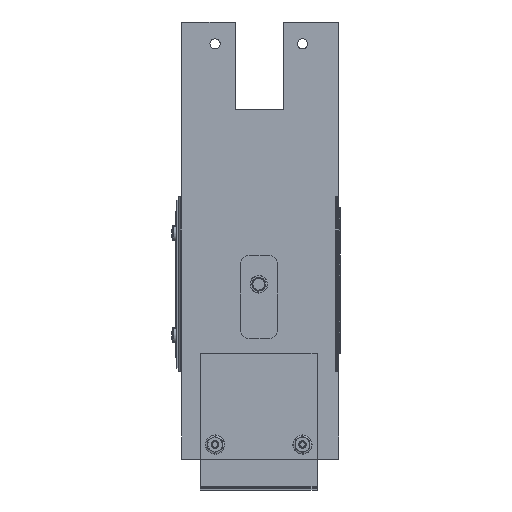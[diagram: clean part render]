
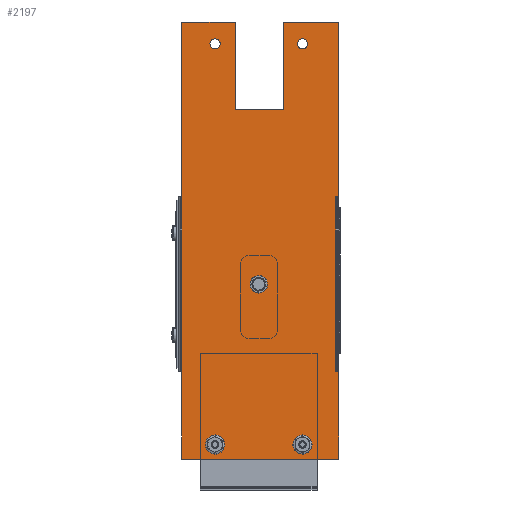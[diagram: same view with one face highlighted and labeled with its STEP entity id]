
A CAD part, left-side view. The second image highlights one B-rep face of the part: STEP entity #2197.
In plain terms, the highlighted planar face has unit normal (-1, 0, 0).
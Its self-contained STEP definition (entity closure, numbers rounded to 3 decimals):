
#1508=CARTESIAN_POINT('Vertex',(-586.624,-25.122,987.963)) ;
#1511=CARTESIAN_POINT('Line Origine',(-586.624,-41.622,987.963)) ;
#1515=CARTESIAN_POINT('Vertex',(-586.624,-58.122,987.963)) ;
#1544=CARTESIAN_POINT('Line Origine',(-586.624,-58.122,1017.963)) ;
#1548=CARTESIAN_POINT('Vertex',(-586.624,-58.122,1047.963)) ;
#1563=CARTESIAN_POINT('Line Origine',(-586.624,-77.122,1047.963)) ;
#1567=CARTESIAN_POINT('Vertex',(-586.624,-96.122,1047.963)) ;
#1595=CARTESIAN_POINT('Vertex',(-586.624,-96.122,927.963)) ;
#1603=CARTESIAN_POINT('Line Origine',(-586.624,-96.122,987.963)) ;
#1620=CARTESIAN_POINT('Line Origine',(-586.624,-95.122,927.963)) ;
#1624=CARTESIAN_POINT('Vertex',(-586.624,-94.122,927.963)) ;
#1644=CARTESIAN_POINT('Line Origine',(-586.624,-94.122,897.963)) ;
#1648=CARTESIAN_POINT('Vertex',(-586.624,-94.122,807.963)) ;
#1665=CARTESIAN_POINT('Line Origine',(-586.624,-95.122,807.963)) ;
#1669=CARTESIAN_POINT('Vertex',(-586.624,-96.122,807.963)) ;
#1691=CARTESIAN_POINT('Line Origine',(-586.624,-96.122,777.963)) ;
#1695=CARTESIAN_POINT('Vertex',(-586.624,-96.122,747.963)) ;
#1721=CARTESIAN_POINT('Vertex',(-586.624,11.878,747.963)) ;
#1745=CARTESIAN_POINT('Line Origine',(-586.624,-42.122,747.963)) ;
#1765=CARTESIAN_POINT('Vertex',(-586.624,-14.622,1032.963)) ;
#1768=CARTESIAN_POINT('Axis2P3D Location',(-586.624,-11.122,1032.963)) ;
#1772=CARTESIAN_POINT('Vertex',(-586.624,-7.622,1032.963)) ;
#1800=CARTESIAN_POINT('Vertex',(-586.624,-74.622,1032.963)) ;
#1803=CARTESIAN_POINT('Axis2P3D Location',(-586.624,-71.122,1032.963)) ;
#1807=CARTESIAN_POINT('Vertex',(-586.624,-67.622,1032.963)) ;
#1829=CARTESIAN_POINT('Line Origine',(-586.624,-6.622,1047.963)) ;
#1833=CARTESIAN_POINT('Vertex',(-586.624,-25.122,1047.963)) ;
#1835=CARTESIAN_POINT('Vertex',(-586.624,11.878,1047.963)) ;
#1869=CARTESIAN_POINT('Line Origine',(-586.624,-25.122,1017.963)) ;
#1881=CARTESIAN_POINT('Axis2P3D Location',(-586.624,-11.122,1032.963)) ;
#1898=CARTESIAN_POINT('Axis2P3D Location',(-586.624,-71.122,1032.963)) ;
#1919=CARTESIAN_POINT('Vertex',(-586.624,11.878,807.963)) ;
#1929=CARTESIAN_POINT('Line Origine',(-586.624,11.878,777.963)) ;
#1947=CARTESIAN_POINT('Vertex',(-586.624,11.878,927.963)) ;
#1950=CARTESIAN_POINT('Line Origine',(-586.624,11.878,987.963)) ;
#2109=CARTESIAN_POINT('Axis2P3D Location',(-586.624,-96.122,747.963)) ;
#2114=CARTESIAN_POINT('Line Origine',(-586.624,11.878,867.963)) ;
#2135=CARTESIAN_POINT('Axis2P3D Location',(-586.624,-11.122,757.963)) ;
#2139=CARTESIAN_POINT('Vertex',(-586.624,-8.005,763.667)) ;
#2141=CARTESIAN_POINT('Vertex',(-586.624,-14.238,752.258)) ;
#2144=CARTESIAN_POINT('Axis2P3D Location',(-586.624,-11.122,757.963)) ;
#2153=CARTESIAN_POINT('Axis2P3D Location',(-586.624,-71.122,757.963)) ;
#2157=CARTESIAN_POINT('Vertex',(-586.624,-68.005,763.667)) ;
#2159=CARTESIAN_POINT('Vertex',(-586.624,-74.238,752.258)) ;
#2162=CARTESIAN_POINT('Axis2P3D Location',(-586.624,-71.122,757.963)) ;
#2179=CARTESIAN_POINT('Axis2P3D Location',(-586.624,-41.122,867.963)) ;
#2183=CARTESIAN_POINT('Vertex',(-586.624,-43.902,873.053)) ;
#2185=CARTESIAN_POINT('Vertex',(-586.624,-38.341,862.873)) ;
#2188=CARTESIAN_POINT('Axis2P3D Location',(-586.624,-41.122,867.963)) ;
#1513=VECTOR('Line Direction',#1512,1.) ;
#1546=VECTOR('Line Direction',#1545,1.) ;
#1565=VECTOR('Line Direction',#1564,1.) ;
#1605=VECTOR('Line Direction',#1604,1.) ;
#1622=VECTOR('Line Direction',#1621,1.) ;
#1646=VECTOR('Line Direction',#1645,1.) ;
#1667=VECTOR('Line Direction',#1666,1.) ;
#1693=VECTOR('Line Direction',#1692,1.) ;
#1747=VECTOR('Line Direction',#1746,1.) ;
#1831=VECTOR('Line Direction',#1830,1.) ;
#1871=VECTOR('Line Direction',#1870,1.) ;
#1931=VECTOR('Line Direction',#1930,1.) ;
#1952=VECTOR('Line Direction',#1951,1.) ;
#2116=VECTOR('Line Direction',#2115,1.) ;
#1512=DIRECTION('Vector Direction',(0.,-1.,0.)) ;
#1545=DIRECTION('Vector Direction',(0.,0.,-1.)) ;
#1564=DIRECTION('Vector Direction',(0.,1.,0.)) ;
#1604=DIRECTION('Vector Direction',(0.,0.,1.)) ;
#1621=DIRECTION('Vector Direction',(0.,1.,0.)) ;
#1645=DIRECTION('Vector Direction',(0.,0.,1.)) ;
#1666=DIRECTION('Vector Direction',(0.,1.,0.)) ;
#1692=DIRECTION('Vector Direction',(0.,0.,1.)) ;
#1746=DIRECTION('Vector Direction',(0.,1.,0.)) ;
#1769=DIRECTION('Axis2P3D Direction',(1.,0.,0.)) ;
#1804=DIRECTION('Axis2P3D Direction',(1.,0.,0.)) ;
#1830=DIRECTION('Vector Direction',(0.,1.,0.)) ;
#1870=DIRECTION('Vector Direction',(0.,0.,-1.)) ;
#1882=DIRECTION('Axis2P3D Direction',(1.,0.,0.)) ;
#1899=DIRECTION('Axis2P3D Direction',(1.,0.,0.)) ;
#1930=DIRECTION('Vector Direction',(0.,0.,-1.)) ;
#1951=DIRECTION('Vector Direction',(0.,0.,-1.)) ;
#2110=DIRECTION('Axis2P3D Direction',(1.,0.,0.)) ;
#2111=DIRECTION('Axis2P3D XDirection',(0.,1.,0.)) ;
#2115=DIRECTION('Vector Direction',(0.,0.,1.)) ;
#2136=DIRECTION('Axis2P3D Direction',(1.,0.,0.)) ;
#2145=DIRECTION('Axis2P3D Direction',(1.,0.,0.)) ;
#2154=DIRECTION('Axis2P3D Direction',(1.,0.,0.)) ;
#2163=DIRECTION('Axis2P3D Direction',(1.,0.,0.)) ;
#2180=DIRECTION('Axis2P3D Direction',(1.,0.,0.)) ;
#2189=DIRECTION('Axis2P3D Direction',(1.,0.,0.)) ;
#1770=AXIS2_PLACEMENT_3D('Circle Axis2P3D',#1768,#1769,$) ;
#1805=AXIS2_PLACEMENT_3D('Circle Axis2P3D',#1803,#1804,$) ;
#1883=AXIS2_PLACEMENT_3D('Circle Axis2P3D',#1881,#1882,$) ;
#1900=AXIS2_PLACEMENT_3D('Circle Axis2P3D',#1898,#1899,$) ;
#2112=AXIS2_PLACEMENT_3D('Plane Axis2P3D',#2109,#2110,#2111) ;
#2137=AXIS2_PLACEMENT_3D('Circle Axis2P3D',#2135,#2136,$) ;
#2146=AXIS2_PLACEMENT_3D('Circle Axis2P3D',#2144,#2145,$) ;
#2155=AXIS2_PLACEMENT_3D('Circle Axis2P3D',#2153,#2154,$) ;
#2164=AXIS2_PLACEMENT_3D('Circle Axis2P3D',#2162,#2163,$) ;
#2181=AXIS2_PLACEMENT_3D('Circle Axis2P3D',#2179,#2180,$) ;
#2190=AXIS2_PLACEMENT_3D('Circle Axis2P3D',#2188,#2189,$) ;
#1514=LINE('Line',#1511,#1513) ;
#1547=LINE('Line',#1544,#1546) ;
#1566=LINE('Line',#1563,#1565) ;
#1606=LINE('Line',#1603,#1605) ;
#1623=LINE('Line',#1620,#1622) ;
#1647=LINE('Line',#1644,#1646) ;
#1668=LINE('Line',#1665,#1667) ;
#1694=LINE('Line',#1691,#1693) ;
#1748=LINE('Line',#1745,#1747) ;
#1832=LINE('Line',#1829,#1831) ;
#1872=LINE('Line',#1869,#1871) ;
#1932=LINE('Line',#1929,#1931) ;
#1953=LINE('Line',#1950,#1952) ;
#2117=LINE('Line',#2114,#2116) ;
#1771=CIRCLE('generated circle',#1770,3.5) ;
#1806=CIRCLE('generated circle',#1805,3.5) ;
#1884=CIRCLE('generated circle',#1883,3.5) ;
#1901=CIRCLE('generated circle',#1900,3.5) ;
#2138=CIRCLE('generated circle',#2137,6.5) ;
#2147=CIRCLE('generated circle',#2146,6.5) ;
#2156=CIRCLE('generated circle',#2155,6.5) ;
#2165=CIRCLE('generated circle',#2164,6.5) ;
#2182=CIRCLE('generated circle',#2181,5.8) ;
#2191=CIRCLE('generated circle',#2190,5.8) ;
#2113=PLANE('',#2112) ;
#2152=FACE_BOUND('',#2149,.T.) ;
#2170=FACE_BOUND('',#2167,.T.) ;
#2174=FACE_BOUND('',#2171,.T.) ;
#2178=FACE_BOUND('',#2175,.T.) ;
#2196=FACE_BOUND('',#2193,.T.) ;
#1517=EDGE_CURVE('',#1509,#1516,#1514,.T.) ;
#1550=EDGE_CURVE('',#1549,#1516,#1547,.T.) ;
#1569=EDGE_CURVE('',#1568,#1549,#1566,.T.) ;
#1607=EDGE_CURVE('',#1596,#1568,#1606,.T.) ;
#1626=EDGE_CURVE('',#1596,#1625,#1623,.T.) ;
#1650=EDGE_CURVE('',#1649,#1625,#1647,.T.) ;
#1671=EDGE_CURVE('',#1670,#1649,#1668,.T.) ;
#1697=EDGE_CURVE('',#1696,#1670,#1694,.T.) ;
#1749=EDGE_CURVE('',#1696,#1722,#1748,.T.) ;
#1774=EDGE_CURVE('',#1773,#1766,#1771,.T.) ;
#1809=EDGE_CURVE('',#1808,#1801,#1806,.T.) ;
#1837=EDGE_CURVE('',#1834,#1836,#1832,.T.) ;
#1873=EDGE_CURVE('',#1834,#1509,#1872,.T.) ;
#1885=EDGE_CURVE('',#1766,#1773,#1884,.T.) ;
#1902=EDGE_CURVE('',#1801,#1808,#1901,.T.) ;
#1933=EDGE_CURVE('',#1920,#1722,#1932,.T.) ;
#1954=EDGE_CURVE('',#1836,#1948,#1953,.T.) ;
#2118=EDGE_CURVE('',#1920,#1948,#2117,.T.) ;
#2143=EDGE_CURVE('',#2140,#2142,#2138,.F.) ;
#2148=EDGE_CURVE('',#2142,#2140,#2147,.F.) ;
#2161=EDGE_CURVE('',#2158,#2160,#2156,.F.) ;
#2166=EDGE_CURVE('',#2160,#2158,#2165,.F.) ;
#2187=EDGE_CURVE('',#2184,#2186,#2182,.T.) ;
#2192=EDGE_CURVE('',#2186,#2184,#2191,.T.) ;
#2120=ORIENTED_EDGE('',*,*,#1671,.T.) ;
#2121=ORIENTED_EDGE('',*,*,#1650,.T.) ;
#2122=ORIENTED_EDGE('',*,*,#1626,.F.) ;
#2123=ORIENTED_EDGE('',*,*,#1607,.T.) ;
#2124=ORIENTED_EDGE('',*,*,#1569,.T.) ;
#2125=ORIENTED_EDGE('',*,*,#1550,.T.) ;
#2126=ORIENTED_EDGE('',*,*,#1517,.F.) ;
#2127=ORIENTED_EDGE('',*,*,#1873,.F.) ;
#2128=ORIENTED_EDGE('',*,*,#1837,.T.) ;
#2129=ORIENTED_EDGE('',*,*,#1954,.T.) ;
#2130=ORIENTED_EDGE('',*,*,#2118,.F.) ;
#2131=ORIENTED_EDGE('',*,*,#1933,.T.) ;
#2132=ORIENTED_EDGE('',*,*,#1749,.F.) ;
#2133=ORIENTED_EDGE('',*,*,#1697,.T.) ;
#2150=ORIENTED_EDGE('',*,*,#2143,.F.) ;
#2151=ORIENTED_EDGE('',*,*,#2148,.F.) ;
#2168=ORIENTED_EDGE('',*,*,#2161,.F.) ;
#2169=ORIENTED_EDGE('',*,*,#2166,.F.) ;
#2172=ORIENTED_EDGE('',*,*,#1809,.T.) ;
#2173=ORIENTED_EDGE('',*,*,#1902,.T.) ;
#2176=ORIENTED_EDGE('',*,*,#1774,.T.) ;
#2177=ORIENTED_EDGE('',*,*,#1885,.T.) ;
#2194=ORIENTED_EDGE('',*,*,#2187,.T.) ;
#2195=ORIENTED_EDGE('',*,*,#2192,.T.) ;
#2119=EDGE_LOOP('',(#2120,#2121,#2122,#2123,#2124,#2125,#2126,#2127,#2128,#2129,#2130,#2131,#2132,#2133)) ;
#2149=EDGE_LOOP('',(#2150,#2151)) ;
#2167=EDGE_LOOP('',(#2168,#2169)) ;
#2171=EDGE_LOOP('',(#2172,#2173)) ;
#2175=EDGE_LOOP('',(#2176,#2177)) ;
#2193=EDGE_LOOP('',(#2194,#2195)) ;
#1509=VERTEX_POINT('',#1508) ;
#1516=VERTEX_POINT('',#1515) ;
#1549=VERTEX_POINT('',#1548) ;
#1568=VERTEX_POINT('',#1567) ;
#1596=VERTEX_POINT('',#1595) ;
#1625=VERTEX_POINT('',#1624) ;
#1649=VERTEX_POINT('',#1648) ;
#1670=VERTEX_POINT('',#1669) ;
#1696=VERTEX_POINT('',#1695) ;
#1722=VERTEX_POINT('',#1721) ;
#1766=VERTEX_POINT('',#1765) ;
#1773=VERTEX_POINT('',#1772) ;
#1801=VERTEX_POINT('',#1800) ;
#1808=VERTEX_POINT('',#1807) ;
#1834=VERTEX_POINT('',#1833) ;
#1836=VERTEX_POINT('',#1835) ;
#1920=VERTEX_POINT('',#1919) ;
#1948=VERTEX_POINT('',#1947) ;
#2140=VERTEX_POINT('',#2139) ;
#2142=VERTEX_POINT('',#2141) ;
#2158=VERTEX_POINT('',#2157) ;
#2160=VERTEX_POINT('',#2159) ;
#2184=VERTEX_POINT('',#2183) ;
#2186=VERTEX_POINT('',#2185) ;
#2197=ADVANCED_FACE('PartBody',(#2134,#2152,#2170,#2174,#2178,#2196),#2113,.F.) ;
#2134=FACE_OUTER_BOUND('',#2119,.T.) ;
